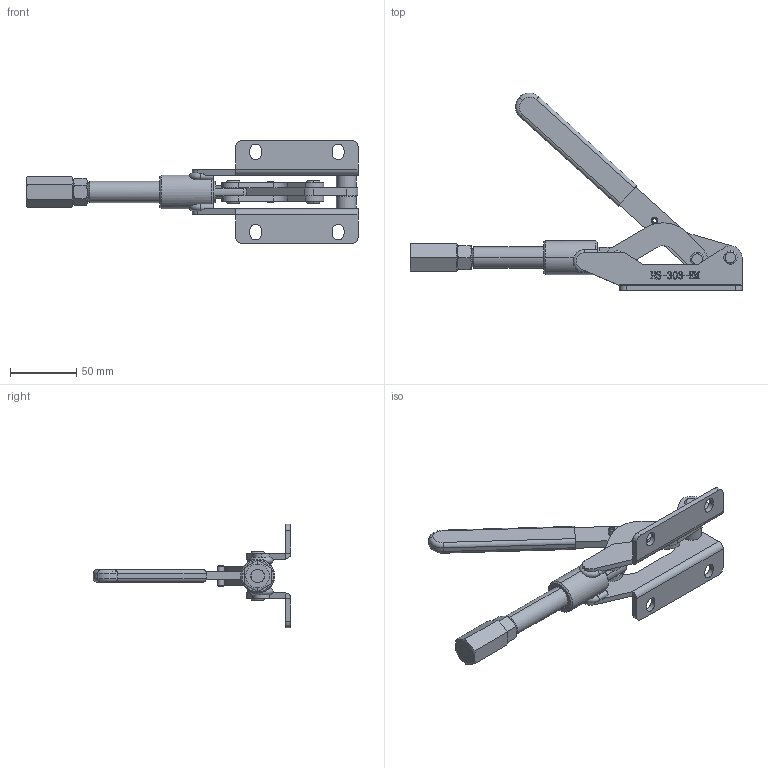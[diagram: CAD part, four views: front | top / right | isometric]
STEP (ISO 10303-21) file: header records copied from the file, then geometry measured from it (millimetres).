
FILE_DESCRIPTION (( 'STEP AP203' ), '1' );
FILE_NAME ('HS-303EM .STEP', '2020-06-16T02:02:06', ( '微软用户' ), ( '微软中国' ), 'SwSTEP 2.0', 'SolidWorks 2012', '' );
FILE_SCHEMA (( 'CONFIG_CONTROL_DESIGN' ));
Length unit declared in the file: millimetre
Products named in the file (13): HS-303EM ; 蟀裝; 階杶; spring pin slotted heavy duty1 gb_GB_PARALLEL_PINS_TYPE6 5X16; 忒參; 种1; 种2; hex nuts, style 1-grades ab gb_GB_FASTENER_NUT_SNAB1 M12-C; 挴裝; 忒梟; 蹟譫; 菁釱
Assembly tree (14 placements, depth 2):
  HS-303EM 
    菁釱
    蹟譫
    忒梟
    挴裝
    hex nuts, style 1-grades ab gb_GB_FASTENER_NUT_SNAB1 M12-C
    种1
    种2
    种1
    忒參
    spring pin slotted heavy duty1 gb_GB_PARALLEL_PINS_TYPE6 5X16
    階杶  x2
    蟀裝  x2
Bounding box: 249.76 x 148.79 x 78 mm (x, y, z)
Volume: 135510.1 mm3; surface area: 74882 mm2
Topology: 15 solids, 15 shells, 708 faces, 1848 edges, 1202 vertices
Faces by surface type: plane 349, bspline 147, cylinder 127, cone 51, torus 34
Entity records: 29849 total; most frequent: CARTESIAN_POINT 12403, ORIENTED_EDGE 3562, DIRECTION 2883, EDGE_CURVE 1781, VERTEX_POINT 1160, LINE 1099, VECTOR 1099, AXIS2_PLACEMENT_3D 892
